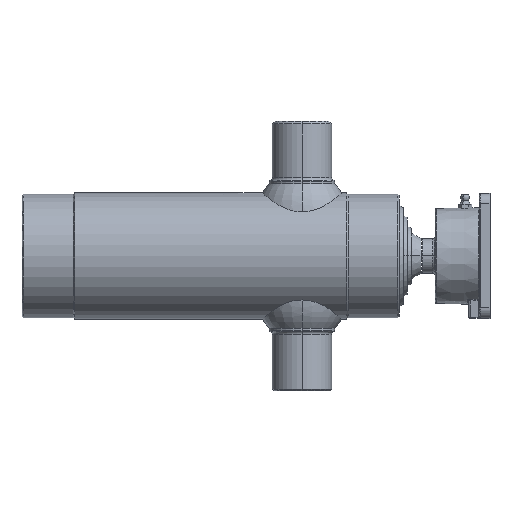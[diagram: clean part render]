
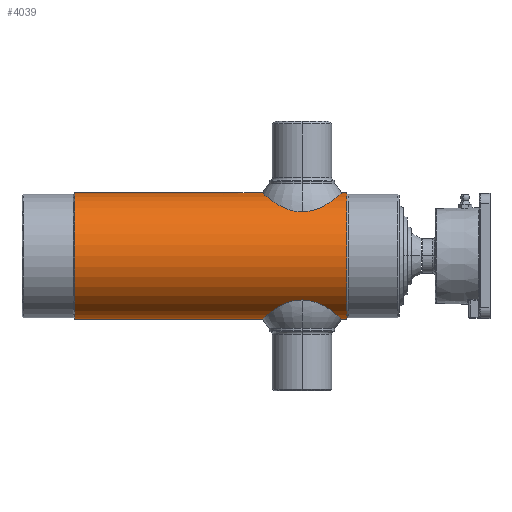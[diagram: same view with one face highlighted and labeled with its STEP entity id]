
A CAD part, top view. The second image highlights one B-rep face of the part: STEP entity #4039.
In plain terms, the highlighted cylindrical face has radius 48 mm (diameter 96 mm), a partial arc.
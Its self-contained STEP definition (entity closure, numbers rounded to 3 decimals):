
#333 = CARTESIAN_POINT ( 'NONE',  ( 207.039, 47.995, 0.79 ) ) ;
#400 = CARTESIAN_POINT ( 'NONE',  ( 210.344, 47.697, 5.384 ) ) ;
#457 = CARTESIAN_POINT ( 'NONE',  ( 216.002, 47.718, 5.199 ) ) ;
#501 = CARTESIAN_POINT ( 'NONE',  ( 219., 48., 0.397 ) ) ;
#573 = VECTOR ( 'NONE', #15090, 1000. ) ;
#694 = EDGE_CURVE ( 'NONE', #16335, #14324, #5480, .T. ) ;
#709 = CARTESIAN_POINT ( 'NONE',  ( 219., 48., 0. ) ) ;
#1216 = EDGE_LOOP ( 'NONE', ( #5079, #7242, #6011, #6465, #7687, #1360 ) ) ;
#1329 = CARTESIAN_POINT ( 'NONE',  ( -46.52, 0., 0. ) ) ;
#1360 = ORIENTED_EDGE ( 'NONE', *, *, #6732, .F. ) ;
#1717 = CARTESIAN_POINT ( 'NONE',  ( 207.307, 47.962, 1.934 ) ) ;
#1775 = CARTESIAN_POINT ( 'NONE',  ( 211.068, 47.661, 5.694 ) ) ;
#1827 = CARTESIAN_POINT ( 'NONE',  ( 216.664, 47.763, 4.768 ) ) ;
#2122 = DIRECTION ( 'NONE',  ( -1., 0., 0. ) ) ;
#2210 = EDGE_CURVE ( 'NONE', #16728, #14324, #6499, .T. ) ;
#2840 = VECTOR ( 'NONE', #2122, 1000. ) ;
#3105 = CARTESIAN_POINT ( 'NONE',  ( 207.618, 47.927, 2.659 ) ) ;
#3174 = CARTESIAN_POINT ( 'NONE',  ( 212.212, 47.628, 5.961 ) ) ;
#3233 = CARTESIAN_POINT ( 'NONE',  ( 217.519, 47.837, 3.967 ) ) ;
#3239 = VECTOR ( 'NONE', #5598, 1000. ) ;
#3631 = CARTESIAN_POINT ( 'NONE',  ( 207., 48., 0. ) ) ;
#3837 = DIRECTION ( 'NONE',  ( -1., 0., 0. ) ) ;
#4039 = ADVANCED_FACE ( 'NONE', ( #7724 ), #17360, .T. ) ;
#4359 = VERTEX_POINT ( 'NONE', #709 ) ;
#4486 = CARTESIAN_POINT ( 'NONE',  ( 207.904, 47.895, 3.174 ) ) ;
#4547 = CARTESIAN_POINT ( 'NONE',  ( 213.394, 47.624, 6. ) ) ;
#4595 = CARTESIAN_POINT ( 'NONE',  ( 218.207, 47.907, 3.007 ) ) ;
#4891 = CIRCLE ( 'NONE', #13224, 48. ) ;
#5079 = ORIENTED_EDGE ( 'NONE', *, *, #10250, .T. ) ;
#5480 = CIRCLE ( 'NONE', #13517, 48. ) ;
#5510 = CARTESIAN_POINT ( 'NONE',  ( -46.52, -48., 0. ) ) ;
#5573 = DIRECTION ( 'NONE',  ( 0., -1., 0. ) ) ;
#5598 = DIRECTION ( 'NONE',  ( -1., 0., 0. ) ) ;
#5873 = CARTESIAN_POINT ( 'NONE',  ( 208.479, 47.837, 3.964 ) ) ;
#5929 = CARTESIAN_POINT ( 'NONE',  ( 214.365, 47.643, 5.846 ) ) ;
#5998 = CARTESIAN_POINT ( 'NONE',  ( 218.618, 47.954, 2.117 ) ) ;
#6011 = ORIENTED_EDGE ( 'NONE', *, *, #15537, .F. ) ;
#6156 = CARTESIAN_POINT ( 'NONE',  ( 40., 0., 0. ) ) ;
#6465 = ORIENTED_EDGE ( 'NONE', *, *, #2210, .T. ) ;
#6499 = LINE ( 'NONE', #7576, #2840 ) ;
#6531 = CARTESIAN_POINT ( 'NONE',  ( 40., -48., 0. ) ) ;
#6732 = EDGE_CURVE ( 'NONE', #8700, #16335, #13879, .T. ) ;
#7189 = CARTESIAN_POINT ( 'NONE',  ( 207., 48., 0. ) ) ;
#7242 = ORIENTED_EDGE ( 'NONE', *, *, #13798, .T. ) ;
#7253 = CARTESIAN_POINT ( 'NONE',  ( 209.341, 47.763, 4.771 ) ) ;
#7316 = CARTESIAN_POINT ( 'NONE',  ( 214.933, 47.662, 5.683 ) ) ;
#7369 = CARTESIAN_POINT ( 'NONE',  ( 218.799, 47.975, 1.553 ) ) ;
#7530 = DIRECTION ( 'NONE',  ( 0., -1., 0. ) ) ;
#7576 = CARTESIAN_POINT ( 'NONE',  ( -46.52, 48., 0. ) ) ;
#7687 = ORIENTED_EDGE ( 'NONE', *, *, #694, .F. ) ;
#7724 = FACE_OUTER_BOUND ( 'NONE', #1216, .T. ) ;
#8526 = VERTEX_POINT ( 'NONE', #14519 ) ;
#8568 = CARTESIAN_POINT ( 'NONE',  ( 207., 48., 0.392 ) ) ;
#8634 = CARTESIAN_POINT ( 'NONE',  ( 209.996, 47.718, 5.198 ) ) ;
#8685 = CARTESIAN_POINT ( 'NONE',  ( 215.655, 47.697, 5.384 ) ) ;
#8700 = VERTEX_POINT ( 'NONE', #10751 ) ;
#8749 = CARTESIAN_POINT ( 'NONE',  ( 218.961, 47.995, 0.787 ) ) ;
#8760 = AXIS2_PLACEMENT_3D ( 'NONE', #1329, #13761, #5573 ) ;
#9955 = CARTESIAN_POINT ( 'NONE',  ( 207.193, 47.976, 1.56 ) ) ;
#10009 = CARTESIAN_POINT ( 'NONE',  ( 210.524, 47.688, 5.469 ) ) ;
#10075 = CARTESIAN_POINT ( 'NONE',  ( 216.172, 47.729, 5.097 ) ) ;
#10128 = CARTESIAN_POINT ( 'NONE',  ( 219., 48., 0. ) ) ;
#10250 = EDGE_CURVE ( 'NONE', #8700, #8526, #4891, .T. ) ;
#10751 = CARTESIAN_POINT ( 'NONE',  ( 247., -48., 0. ) ) ;
#11315 = CARTESIAN_POINT ( 'NONE',  ( 207.532, 47.936, 2.479 ) ) ;
#11382 = CARTESIAN_POINT ( 'NONE',  ( 211.443, 47.647, 5.808 ) ) ;
#11431 = CARTESIAN_POINT ( 'NONE',  ( 216.965, 47.788, 4.52 ) ) ;
#11541 = CARTESIAN_POINT ( 'NONE',  ( 40., 48., 0. ) ) ;
#12043 = CARTESIAN_POINT ( 'NONE',  ( 247., 0., 0. ) ) ;
#12689 = CARTESIAN_POINT ( 'NONE',  ( 207.803, 47.906, 3.006 ) ) ;
#12733 = CARTESIAN_POINT ( 'NONE',  ( 212.61, 47.624, 6. ) ) ;
#12799 = CARTESIAN_POINT ( 'NONE',  ( 217.772, 47.862, 3.658 ) ) ;
#13224 = AXIS2_PLACEMENT_3D ( 'NONE', #12043, #3837, #13424 ) ;
#13424 = DIRECTION ( 'NONE',  ( 0., -1., 0. ) ) ;
#13517 = AXIS2_PLACEMENT_3D ( 'NONE', #6156, #15719, #7530 ) ;
#13737 = LINE ( 'NONE', #13781, #3239 ) ;
#13761 = DIRECTION ( 'NONE',  ( -1., 0., 0. ) ) ;
#13781 = CARTESIAN_POINT ( 'NONE',  ( -46.52, 48., 0. ) ) ;
#13798 = EDGE_CURVE ( 'NONE', #8526, #4359, #13737, .T. ) ;
#13879 = LINE ( 'NONE', #5510, #573 ) ;
#14054 = CARTESIAN_POINT ( 'NONE',  ( 208.23, 47.861, 3.661 ) ) ;
#14122 = CARTESIAN_POINT ( 'NONE',  ( 213.784, 47.628, 5.962 ) ) ;
#14184 = CARTESIAN_POINT ( 'NONE',  ( 218.391, 47.927, 2.662 ) ) ;
#14324 = VERTEX_POINT ( 'NONE', #11541 ) ;
#14519 = CARTESIAN_POINT ( 'NONE',  ( 247., 48., 0. ) ) ;
#15090 = DIRECTION ( 'NONE',  ( -1., 0., 0. ) ) ;
#15452 = CARTESIAN_POINT ( 'NONE',  ( 209.038, 47.787, 4.524 ) ) ;
#15508 = CARTESIAN_POINT ( 'NONE',  ( 214.557, 47.649, 5.798 ) ) ;
#15537 = EDGE_CURVE ( 'NONE', #16728, #4359, #17192, .T. ) ;
#15559 = CARTESIAN_POINT ( 'NONE',  ( 218.685, 47.962, 1.93 ) ) ;
#15719 = DIRECTION ( 'NONE',  ( -1., 0., 0. ) ) ;
#16335 = VERTEX_POINT ( 'NONE', #6531 ) ;
#16728 = VERTEX_POINT ( 'NONE', #3631 ) ;
#16813 = CARTESIAN_POINT ( 'NONE',  ( 209.828, 47.729, 5.097 ) ) ;
#16884 = CARTESIAN_POINT ( 'NONE',  ( 215.302, 47.678, 5.551 ) ) ;
#16943 = CARTESIAN_POINT ( 'NONE',  ( 218.847, 47.981, 1.363 ) ) ;
#17192 = B_SPLINE_CURVE_WITH_KNOTS ( 'NONE', 3,
 ( #7189, #8568, #333, #9955, #1717, #11315, #3105, #12689, #4486, #14054, #5873, #15452, #7253, #16813, #8634, #400, #10009, #1775, #11382, #3174, #12733, #4547, #14122, #5929, #15508, #7316, #16884, #8685, #457, #10075, #1827, #11431, #3233, #12799, #4595, #14184, #5998, #15559, #7369, #16943, #8749, #501, #10128 ),
 .UNSPECIFIED., .F., .F.,
 ( 4, 2, 2, 2, 2, 2, 2, 2, 2, 2, 2, 2, 2, 1, 2, 2, 2, 2, 2, 2, 2, 4 ),
 ( 0.009, 0.011, 0.012, 0.012, 0.013, 0.014, 0.015, 0.016, 0.016, 0.018, 0.019, 0.02, 0.021, 0.021, 0.022, 0.022, 0.023, 0.025, 0.026, 0.026, 0.027, 0.028 ),
 .UNSPECIFIED. ) ;
#17360 = CYLINDRICAL_SURFACE ( 'NONE', #8760, 48. ) ;
